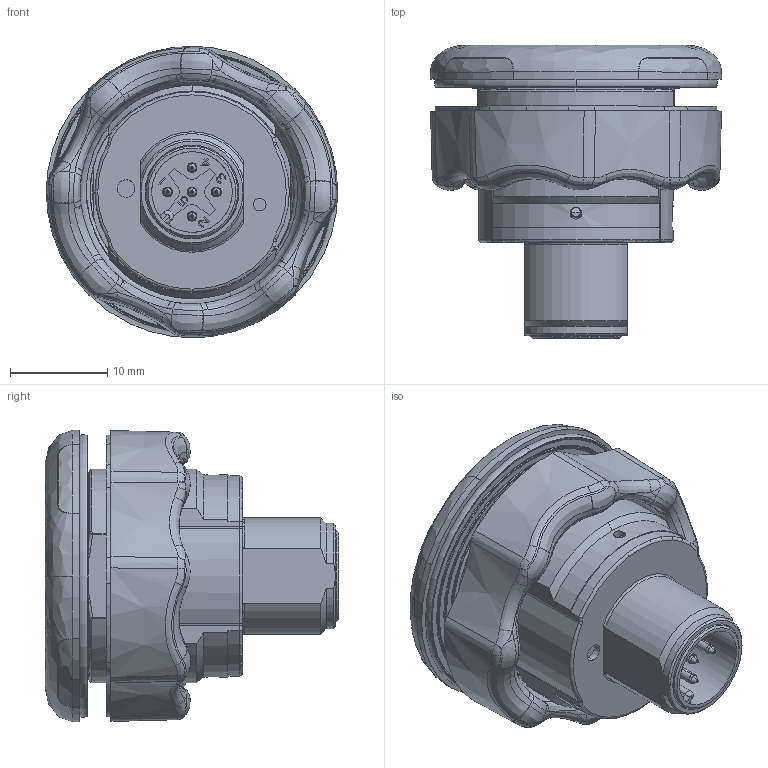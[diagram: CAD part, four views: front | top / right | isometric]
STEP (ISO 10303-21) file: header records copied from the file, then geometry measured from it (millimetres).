
FILE_DESCRIPTION (( 'STEP AP203' ), '1' );
FILE_NAME ('CAP000317-01_Oberfläche.STEP', '2021-09-08T07:22:05', ( '' ), ( '' ), 'SwSTEP 2.0', 'SolidWorks 2020', '' );
FILE_SCHEMA (( 'CONFIG_CONTROL_DESIGN' ));
Length unit declared in the file: millimetre
Products named in the file (1): CAP000317-01_Oberfläche
Bounding box: 30 x 30.2 x 30 mm (x, y, z)
Volume: 10891.7 mm3; surface area: 8254.5 mm2
Topology: 2 solids, 7 shells, 923 faces, 2276 edges, 1393 vertices
Faces by surface type: plane 262, bspline 246, cone 143, cylinder 126, torus 110, sphere 36
Entity records: 36543 total; most frequent: CARTESIAN_POINT 16664, ORIENTED_EDGE 4504, DIRECTION 3647, EDGE_CURVE 2252, AXIS2_PLACEMENT_3D 1448, VERTEX_POINT 1383, EDGE_LOOP 989, ADVANCED_FACE 923
